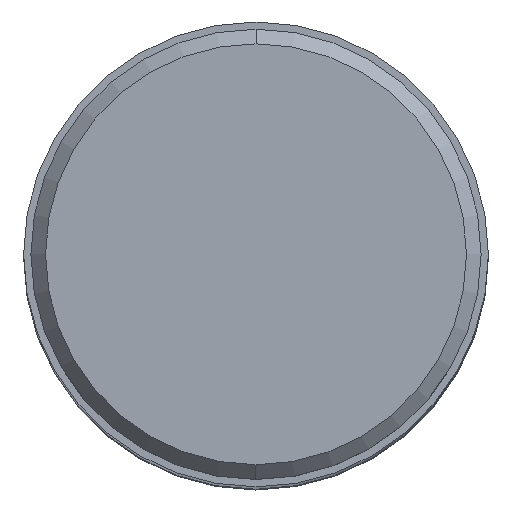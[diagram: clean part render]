
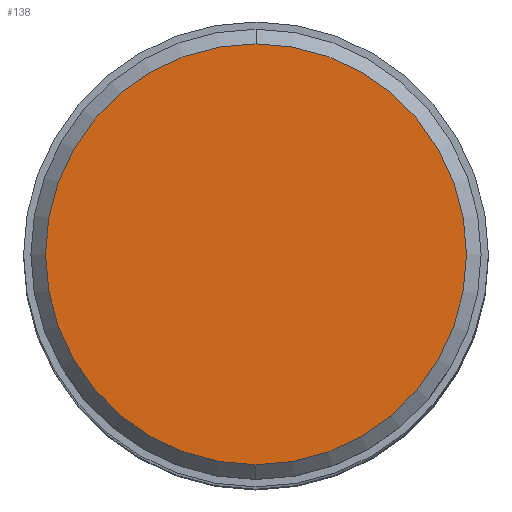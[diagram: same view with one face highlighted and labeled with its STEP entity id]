
A CAD part, top view. The second image highlights one B-rep face of the part: STEP entity #138.
In plain terms, the highlighted planar face has unit normal (0, 0, 1).
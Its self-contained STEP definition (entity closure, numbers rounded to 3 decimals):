
#34=PLANE('',#1109);
#138=ADVANCED_FACE('',(#217),#34,.F.);
#217=FACE_OUTER_BOUND('',#277,.T.);
#277=EDGE_LOOP('',(#486,#487));
#486=ORIENTED_EDGE('',*,*,#715,.F.);
#487=ORIENTED_EDGE('',*,*,#714,.F.);
#598=VERTEX_POINT('',#2421);
#599=VERTEX_POINT('',#2423);
#714=EDGE_CURVE('',#599,#598,#848,.T.);
#715=EDGE_CURVE('',#598,#599,#849,.T.);
#848=CIRCLE('',#1106,14.375);
#849=CIRCLE('',#1108,14.375);
#1106=AXIS2_PLACEMENT_3D('',#2424,#1329,#1330);
#1108=AXIS2_PLACEMENT_3D('',#2426,#1333,#1334);
#1109=AXIS2_PLACEMENT_3D('',#2427,#1335,#1336);
#1329=DIRECTION('',(0.,0.,-1.));
#1330=DIRECTION('',(0.,1.,0.));
#1333=DIRECTION('',(0.,0.,-1.));
#1334=DIRECTION('',(0.,-1.,0.));
#1335=DIRECTION('',(0.,0.,-1.));
#1336=DIRECTION('',(1.,0.,0.));
#2421=CARTESIAN_POINT('',(0.,-14.375,42.863));
#2423=CARTESIAN_POINT('',(0.,14.375,42.863));
#2424=CARTESIAN_POINT('',(0.,0.,42.863));
#2426=CARTESIAN_POINT('',(0.,0.,42.863));
#2427=CARTESIAN_POINT('',(0.,0.,42.863));
